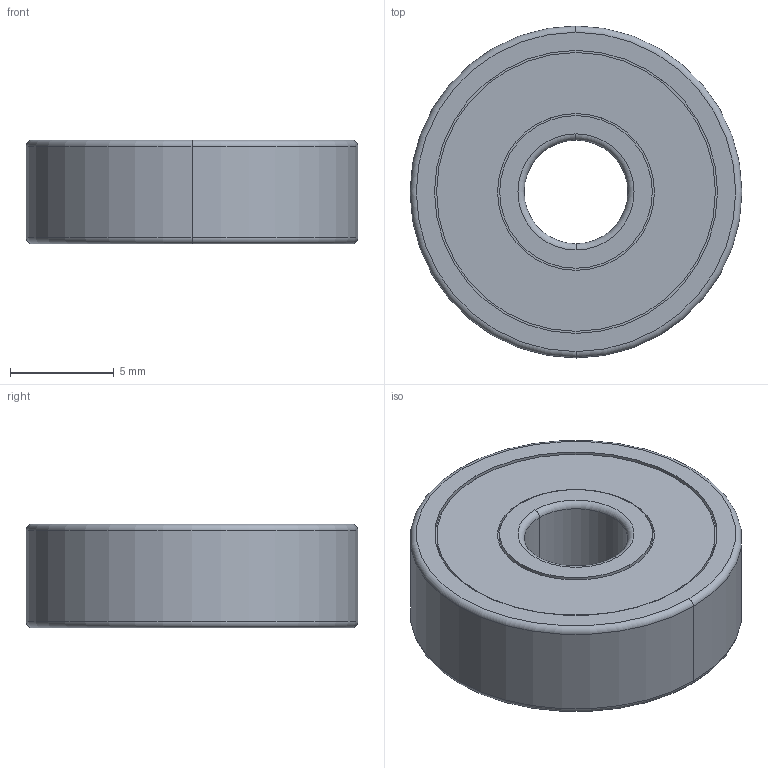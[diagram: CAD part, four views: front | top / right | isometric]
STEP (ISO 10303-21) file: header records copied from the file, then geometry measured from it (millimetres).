
FILE_DESCRIPTION (( 'STEP AP214' ), '1' );
FILE_NAME ('R341404800.stp.STEP', '2023-12-19T22:57:34', ( '' ), ( '' ), 'SwSTEP 2.0', 'SolidWorks 2023', '' );
FILE_SCHEMA (( 'AUTOMOTIVE_DESIGN' ));
Length unit declared in the file: inch
Products named in the file (1): R341404800.stp
Bounding box: 16 x 16 x 5 mm (x, y, z)
Volume: 563 mm3; surface area: 1800.1 mm2
Topology: 12 solids, 20 shells, 110 faces, 260 edges, 138 vertices
Faces by surface type: sphere 56, cylinder 28, torus 14, plane 12
Entity records: 2600 total; most frequent: DIRECTION 522, CARTESIAN_POINT 373, ORIENTED_EDGE 328, AXIS2_PLACEMENT_3D 247, EDGE_CURVE 164, CIRCLE 136, EDGE_LOOP 122, ADVANCED_FACE 110
